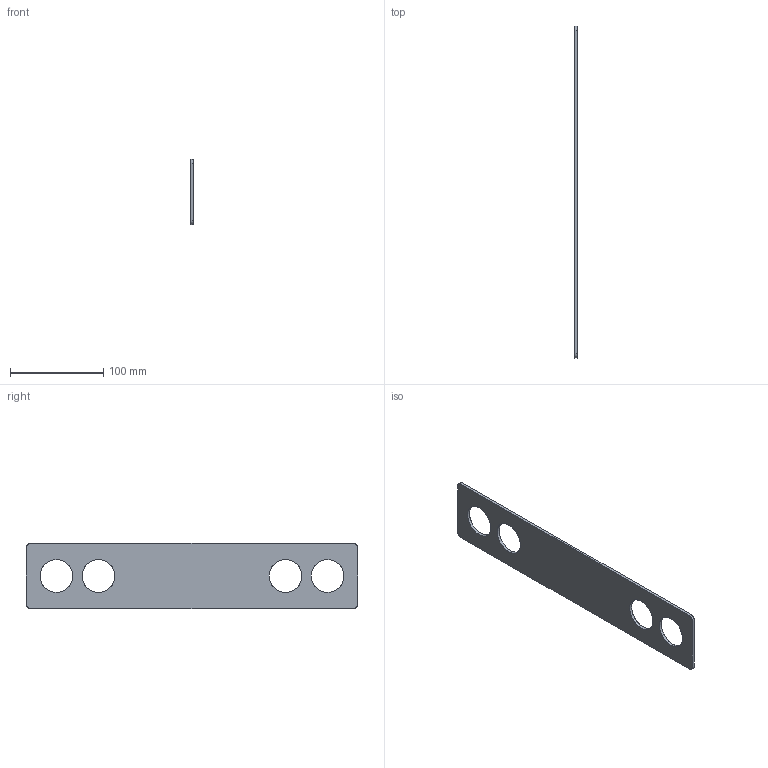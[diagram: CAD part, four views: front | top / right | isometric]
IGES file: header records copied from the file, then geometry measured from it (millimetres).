
Start section: SolidWorks IGES file using analytic representation for surfaces
Global section: file name: pièce de fourche.IGS; native system: SolidWorks 2018; preprocessor: SolidWorks 2018; author: Utilisateur; date: 210129.204507; units: millimetre
Bounding box: 3 x 355.38 x 70 mm (x, y, z)
Surface area: 45858.8 mm2 (no closed solid volume)
Topology: 0 solids, 0 shells, 18 faces, 648 edges, 648 vertices
Faces by surface type: revolution 12, bspline 6
